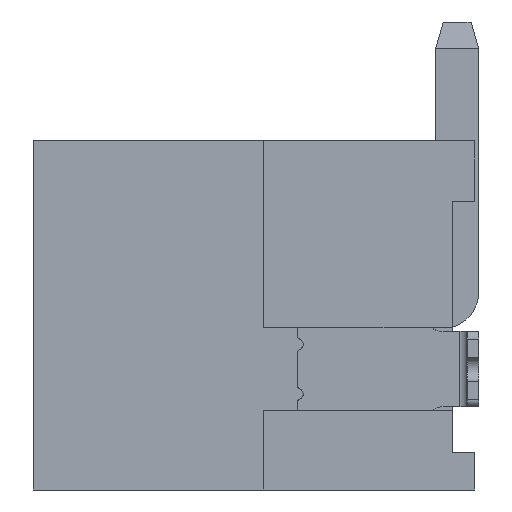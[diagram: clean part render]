
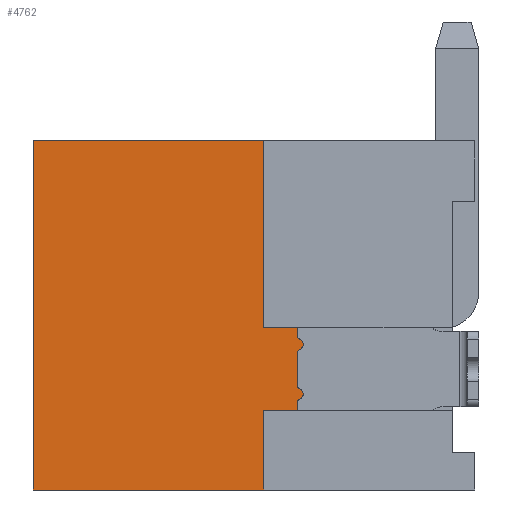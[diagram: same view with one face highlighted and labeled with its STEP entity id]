
A CAD part, left-side view. The second image highlights one B-rep face of the part: STEP entity #4762.
In plain terms, the highlighted planar face has unit normal (-1, 0, 0).
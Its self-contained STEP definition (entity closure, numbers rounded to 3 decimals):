
#672=CARTESIAN_POINT('',(-8.9,4.6,-2.079));
#673=DIRECTION('',(-1.,0.,0.));
#674=DIRECTION('',(0.,1.,0.));
#675=AXIS2_PLACEMENT_3D('',#672,#673,#674);
#677=CARTESIAN_POINT('',(-8.9,4.7,-2.308));
#678=DIRECTION('',(-1.,0.,0.));
#679=DIRECTION('',(0.,-0.4,-0.917));
#680=AXIS2_PLACEMENT_3D('',#677,#678,#679);
#682=CARTESIAN_POINT('',(-8.9,4.6,-2.538));
#683=DIRECTION('',(1.,0.,0.));
#684=DIRECTION('',(0.,1.,0.));
#685=AXIS2_PLACEMENT_3D('',#682,#683,#684);
#687=DIRECTION('',(0.,0.,-1.));
#688=VECTOR('',#687,0.562);
#689=CARTESIAN_POINT('',(-8.9,4.7,-2.538));
#690=LINE('',#689,#688);
#691=DIRECTION('',(0.,0.707,-0.707));
#692=VECTOR('',#691,0.141);
#693=CARTESIAN_POINT('',(-8.9,5.5,-3.1));
#694=LINE('',#693,#692);
#695=DIRECTION('',(0.,1.,0.));
#696=VECTOR('',#695,6.1);
#697=CARTESIAN_POINT('',(-8.9,5.6,-4.85));
#698=LINE('',#697,#696);
#699=DIRECTION('',(0.,0.,1.));
#700=VECTOR('',#699,9.25);
#701=CARTESIAN_POINT('',(-8.9,11.7,-4.85));
#702=LINE('',#701,#700);
#703=DIRECTION('',(0.,-1.,0.));
#704=VECTOR('',#703,6.1);
#705=CARTESIAN_POINT('',(-8.9,11.7,4.4));
#706=LINE('',#705,#704);
#707=DIRECTION('',(0.,-0.707,-0.707));
#708=VECTOR('',#707,0.141);
#709=CARTESIAN_POINT('',(-8.9,5.6,-0.1));
#710=LINE('',#709,#708);
#711=DIRECTION('',(0.,0.,-1.));
#712=VECTOR('',#711,0.562);
#713=CARTESIAN_POINT('',(-8.9,4.7,-0.2));
#714=LINE('',#713,#712);
#715=CARTESIAN_POINT('',(-8.9,4.6,-0.762));
#716=DIRECTION('',(-1.,0.,0.));
#717=DIRECTION('',(0.,1.,0.));
#718=AXIS2_PLACEMENT_3D('',#715,#716,#717);
#720=CARTESIAN_POINT('',(-8.9,4.7,-0.992));
#721=DIRECTION('',(-1.,0.,0.));
#722=DIRECTION('',(0.,-0.4,-0.917));
#723=AXIS2_PLACEMENT_3D('',#720,#721,#722);
#725=CARTESIAN_POINT('',(-8.9,4.6,-1.221));
#726=DIRECTION('',(1.,0.,0.));
#727=DIRECTION('',(0.,1.,0.));
#728=AXIS2_PLACEMENT_3D('',#725,#726,#727);
#730=DIRECTION('',(0.,0.,-1.));
#731=VECTOR('',#730,0.858);
#732=CARTESIAN_POINT('',(-8.9,4.7,-1.221));
#733=LINE('',#732,#731);
#963=DIRECTION('',(0.,-1.,0.));
#964=VECTOR('',#963,0.8);
#965=CARTESIAN_POINT('',(-8.9,5.5,-3.1));
#966=LINE('',#965,#964);
#1068=DIRECTION('',(0.,1.,0.));
#1069=VECTOR('',#1068,0.8);
#1070=CARTESIAN_POINT('',(-8.9,4.7,-0.2));
#1071=LINE('',#1070,#1069);
#1149=DIRECTION('',(0.,0.,1.));
#1150=VECTOR('',#1149,4.5);
#1151=CARTESIAN_POINT('',(-8.9,5.6,-0.1));
#1152=LINE('',#1151,#1150);
#2761=DIRECTION('',(0.,0.,1.));
#2762=VECTOR('',#2761,1.65);
#2763=CARTESIAN_POINT('',(-8.9,5.6,-4.85));
#2764=LINE('',#2763,#2762);
#3447=CARTESIAN_POINT('',(-8.9,11.7,4.4));
#3448=VERTEX_POINT('',#3447);
#3449=CARTESIAN_POINT('',(-8.9,11.7,-4.85));
#3450=VERTEX_POINT('',#3449);
#3497=CARTESIAN_POINT('',(-8.9,5.6,4.4));
#3498=VERTEX_POINT('',#3497);
#3525=CARTESIAN_POINT('',(-8.9,5.6,-4.85));
#3526=VERTEX_POINT('',#3525);
#3529=CARTESIAN_POINT('',(-8.9,5.6,-0.1));
#3530=CARTESIAN_POINT('',(-8.9,5.5,-0.2));
#3531=VERTEX_POINT('',#3529);
#3532=VERTEX_POINT('',#3530);
#3533=CARTESIAN_POINT('',(-8.9,5.6,-3.2));
#3534=VERTEX_POINT('',#3533);
#3535=CARTESIAN_POINT('',(-8.9,5.5,-3.1));
#3536=VERTEX_POINT('',#3535);
#3629=CARTESIAN_POINT('',(-8.9,4.7,-2.079));
#3630=CARTESIAN_POINT('',(-8.9,4.64,-2.171));
#3631=VERTEX_POINT('',#3629);
#3632=VERTEX_POINT('',#3630);
#3633=CARTESIAN_POINT('',(-8.9,4.7,-1.221));
#3634=VERTEX_POINT('',#3633);
#3635=CARTESIAN_POINT('',(-8.9,4.64,-1.129));
#3636=VERTEX_POINT('',#3635);
#3637=CARTESIAN_POINT('',(-8.9,4.64,-0.854));
#3638=VERTEX_POINT('',#3637);
#3639=CARTESIAN_POINT('',(-8.9,4.7,-0.762));
#3640=VERTEX_POINT('',#3639);
#3641=CARTESIAN_POINT('',(-8.9,4.7,-0.2));
#3642=VERTEX_POINT('',#3641);
#3651=CARTESIAN_POINT('',(-8.9,4.7,-2.538));
#3652=CARTESIAN_POINT('',(-8.9,4.7,-3.1));
#3653=VERTEX_POINT('',#3651);
#3654=VERTEX_POINT('',#3652);
#3655=CARTESIAN_POINT('',(-8.9,4.64,-2.446));
#3656=VERTEX_POINT('',#3655);
#4720=CARTESIAN_POINT('',(-8.9,6.15,-0.225));
#4721=DIRECTION('',(1.,0.,0.));
#4722=DIRECTION('',(0.,1.,0.));
#4723=AXIS2_PLACEMENT_3D('',#4720,#4721,#4722);
#4724=PLANE('',#4723);
#4726=ORIENTED_EDGE('',*,*,#4725,.T.);
#4728=ORIENTED_EDGE('',*,*,#4727,.F.);
#4730=ORIENTED_EDGE('',*,*,#4729,.F.);
#4732=ORIENTED_EDGE('',*,*,#4731,.T.);
#4734=ORIENTED_EDGE('',*,*,#4733,.F.);
#4736=ORIENTED_EDGE('',*,*,#4735,.T.);
#4738=ORIENTED_EDGE('',*,*,#4737,.F.);
#4739=ORIENTED_EDGE('',*,*,#4577,.T.);
#4741=ORIENTED_EDGE('',*,*,#4740,.T.);
#4743=ORIENTED_EDGE('',*,*,#4742,.T.);
#4745=ORIENTED_EDGE('',*,*,#4744,.F.);
#4747=ORIENTED_EDGE('',*,*,#4746,.T.);
#4749=ORIENTED_EDGE('',*,*,#4748,.F.);
#4751=ORIENTED_EDGE('',*,*,#4750,.T.);
#4753=ORIENTED_EDGE('',*,*,#4752,.T.);
#4755=ORIENTED_EDGE('',*,*,#4754,.F.);
#4757=ORIENTED_EDGE('',*,*,#4756,.F.);
#4759=ORIENTED_EDGE('',*,*,#4758,.T.);
#4760=EDGE_LOOP('',(#4726,#4728,#4730,#4732,#4734,#4736,#4738,#4739,#4741,#4743,
#4745,#4747,#4749,#4751,#4753,#4755,#4757,#4759));
#4761=FACE_OUTER_BOUND('',#4760,.F.);
#676=CIRCLE('',#675,0.1);
#681=CIRCLE('',#680,0.15);
#686=CIRCLE('',#685,0.1);
#719=CIRCLE('',#718,0.1);
#724=CIRCLE('',#723,0.15);
#729=CIRCLE('',#728,0.1);
#4577=EDGE_CURVE('',#3526,#3450,#698,.T.);
#4725=EDGE_CURVE('',#3631,#3632,#676,.T.);
#4727=EDGE_CURVE('',#3656,#3632,#681,.T.);
#4729=EDGE_CURVE('',#3653,#3656,#686,.T.);
#4731=EDGE_CURVE('',#3653,#3654,#690,.T.);
#4733=EDGE_CURVE('',#3536,#3654,#966,.T.);
#4735=EDGE_CURVE('',#3536,#3534,#694,.T.);
#4737=EDGE_CURVE('',#3526,#3534,#2764,.T.);
#4740=EDGE_CURVE('',#3450,#3448,#702,.T.);
#4742=EDGE_CURVE('',#3448,#3498,#706,.T.);
#4744=EDGE_CURVE('',#3531,#3498,#1152,.T.);
#4746=EDGE_CURVE('',#3531,#3532,#710,.T.);
#4748=EDGE_CURVE('',#3642,#3532,#1071,.T.);
#4750=EDGE_CURVE('',#3642,#3640,#714,.T.);
#4752=EDGE_CURVE('',#3640,#3638,#719,.T.);
#4754=EDGE_CURVE('',#3636,#3638,#724,.T.);
#4756=EDGE_CURVE('',#3634,#3636,#729,.T.);
#4758=EDGE_CURVE('',#3634,#3631,#733,.T.);
#4762=ADVANCED_FACE('',(#4761),#4724,.F.);
